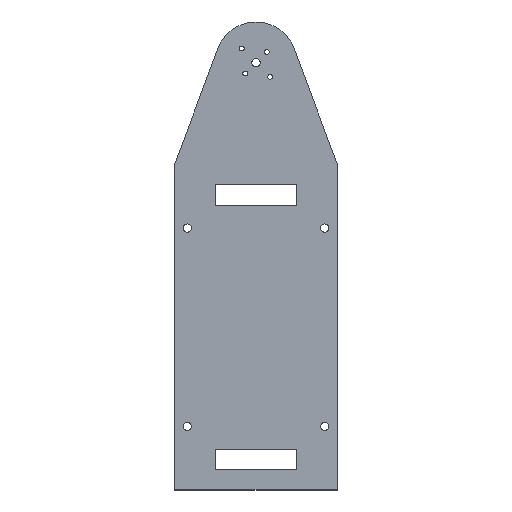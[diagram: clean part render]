
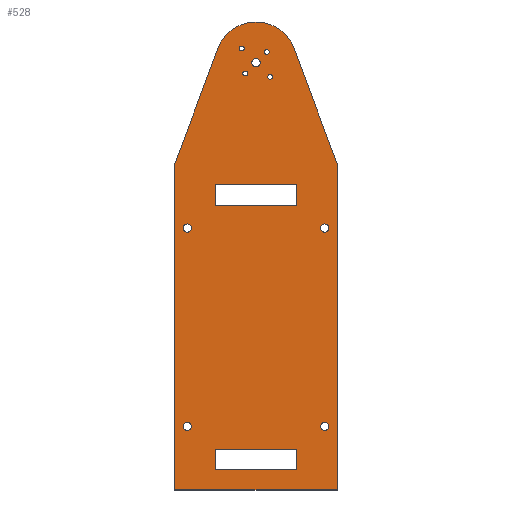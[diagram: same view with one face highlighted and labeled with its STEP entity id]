
A CAD part, top view. The second image highlights one B-rep face of the part: STEP entity #528.
In plain terms, the highlighted planar face has unit normal (0, 0, 1).
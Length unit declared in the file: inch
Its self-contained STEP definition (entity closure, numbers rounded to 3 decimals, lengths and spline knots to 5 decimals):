
#15=FACE_BOUND('',#101,.T.);
#16=FACE_BOUND('',#102,.T.);
#17=FACE_BOUND('',#103,.T.);
#18=FACE_BOUND('',#104,.T.);
#19=FACE_BOUND('',#105,.T.);
#20=FACE_BOUND('',#106,.T.);
#21=FACE_BOUND('',#107,.T.);
#22=FACE_BOUND('',#108,.T.);
#23=FACE_BOUND('',#109,.T.);
#24=FACE_BOUND('',#110,.T.);
#25=FACE_BOUND('',#111,.T.);
#50=PLANE('',#587);
#75=FACE_OUTER_BOUND('',#100,.T.);
#100=EDGE_LOOP('',(#449,#450,#451,#452,#453,#454));
#101=EDGE_LOOP('',(#455));
#102=EDGE_LOOP('',(#456));
#103=EDGE_LOOP('',(#457));
#104=EDGE_LOOP('',(#458));
#105=EDGE_LOOP('',(#459));
#106=EDGE_LOOP('',(#460));
#107=EDGE_LOOP('',(#461));
#108=EDGE_LOOP('',(#462));
#109=EDGE_LOOP('',(#463));
#110=EDGE_LOOP('',(#464,#465,#466,#467));
#111=EDGE_LOOP('',(#468,#469,#470,#471));
#131=LINE('',#772,#180);
#134=LINE('',#778,#183);
#143=LINE('',#813,#192);
#146=LINE('',#819,#195);
#149=LINE('',#825,#198);
#152=LINE('',#829,#201);
#155=LINE('',#837,#204);
#158=LINE('',#843,#207);
#161=LINE('',#849,#210);
#164=LINE('',#853,#213);
#166=LINE('',#858,#215);
#169=LINE('',#864,#218);
#172=LINE('',#868,#221);
#180=VECTOR('',#636,0.3937);
#183=VECTOR('',#641,0.3937);
#192=VECTOR('',#676,0.3937);
#195=VECTOR('',#681,0.3937);
#198=VECTOR('',#686,0.3937);
#201=VECTOR('',#691,0.3937);
#204=VECTOR('',#696,0.3937);
#207=VECTOR('',#701,0.3937);
#210=VECTOR('',#706,0.3937);
#213=VECTOR('',#711,0.3937);
#215=VECTOR('',#715,0.3937);
#218=VECTOR('',#720,0.3937);
#221=VECTOR('',#725,0.3937);
#223=CIRCLE('',#546,0.05906);
#225=CIRCLE('',#549,0.05906);
#227=CIRCLE('',#552,0.1);
#229=CIRCLE('',#555,0.05906);
#231=CIRCLE('',#558,0.05906);
#232=CIRCLE('',#560,1.);
#234=CIRCLE('',#565,0.1);
#236=CIRCLE('',#568,0.1);
#238=CIRCLE('',#571,0.1);
#240=CIRCLE('',#574,0.1);
#243=VERTEX_POINT('',#734);
#245=VERTEX_POINT('',#740);
#247=VERTEX_POINT('',#746);
#249=VERTEX_POINT('',#752);
#251=VERTEX_POINT('',#758);
#252=VERTEX_POINT('',#762);
#253=VERTEX_POINT('',#763);
#256=VERTEX_POINT('',#771);
#258=VERTEX_POINT('',#777);
#260=VERTEX_POINT('',#783);
#262=VERTEX_POINT('',#789);
#264=VERTEX_POINT('',#795);
#266=VERTEX_POINT('',#801);
#270=VERTEX_POINT('',#810);
#271=VERTEX_POINT('',#812);
#273=VERTEX_POINT('',#818);
#275=VERTEX_POINT('',#824);
#278=VERTEX_POINT('',#834);
#279=VERTEX_POINT('',#836);
#281=VERTEX_POINT('',#842);
#283=VERTEX_POINT('',#848);
#285=VERTEX_POINT('',#857);
#287=VERTEX_POINT('',#863);
#290=EDGE_CURVE('',#243,#243,#223,.T.);
#293=EDGE_CURVE('',#245,#245,#225,.T.);
#296=EDGE_CURVE('',#247,#247,#227,.T.);
#299=EDGE_CURVE('',#249,#249,#229,.T.);
#302=EDGE_CURVE('',#251,#251,#231,.T.);
#303=EDGE_CURVE('',#252,#253,#232,.T.);
#307=EDGE_CURVE('',#256,#253,#131,.T.);
#310=EDGE_CURVE('',#258,#252,#134,.T.);
#313=EDGE_CURVE('',#260,#260,#234,.T.);
#316=EDGE_CURVE('',#262,#262,#236,.T.);
#319=EDGE_CURVE('',#264,#264,#238,.T.);
#322=EDGE_CURVE('',#266,#266,#240,.T.);
#327=EDGE_CURVE('',#271,#270,#143,.T.);
#330=EDGE_CURVE('',#273,#271,#146,.T.);
#333=EDGE_CURVE('',#275,#273,#149,.T.);
#336=EDGE_CURVE('',#270,#275,#152,.T.);
#339=EDGE_CURVE('',#279,#278,#155,.T.);
#342=EDGE_CURVE('',#281,#279,#158,.T.);
#345=EDGE_CURVE('',#283,#281,#161,.T.);
#348=EDGE_CURVE('',#278,#283,#164,.T.);
#350=EDGE_CURVE('',#285,#258,#166,.T.);
#353=EDGE_CURVE('',#287,#285,#169,.T.);
#356=EDGE_CURVE('',#256,#287,#172,.T.);
#449=ORIENTED_EDGE('',*,*,#356,.T.);
#450=ORIENTED_EDGE('',*,*,#353,.T.);
#451=ORIENTED_EDGE('',*,*,#350,.T.);
#452=ORIENTED_EDGE('',*,*,#310,.T.);
#453=ORIENTED_EDGE('',*,*,#303,.T.);
#454=ORIENTED_EDGE('',*,*,#307,.F.);
#455=ORIENTED_EDGE('',*,*,#290,.T.);
#456=ORIENTED_EDGE('',*,*,#293,.T.);
#457=ORIENTED_EDGE('',*,*,#296,.T.);
#458=ORIENTED_EDGE('',*,*,#299,.T.);
#459=ORIENTED_EDGE('',*,*,#302,.T.);
#460=ORIENTED_EDGE('',*,*,#313,.T.);
#461=ORIENTED_EDGE('',*,*,#316,.T.);
#462=ORIENTED_EDGE('',*,*,#319,.T.);
#463=ORIENTED_EDGE('',*,*,#322,.T.);
#464=ORIENTED_EDGE('',*,*,#327,.T.);
#465=ORIENTED_EDGE('',*,*,#336,.T.);
#466=ORIENTED_EDGE('',*,*,#333,.T.);
#467=ORIENTED_EDGE('',*,*,#330,.T.);
#468=ORIENTED_EDGE('',*,*,#339,.T.);
#469=ORIENTED_EDGE('',*,*,#348,.T.);
#470=ORIENTED_EDGE('',*,*,#345,.T.);
#471=ORIENTED_EDGE('',*,*,#342,.T.);
#528=ADVANCED_FACE('',(#75,#15,#16,#17,#18,#19,#20,#21,#22,#23,#24,#25),
#50,.T.);
#546=AXIS2_PLACEMENT_3D('',#736,#596,#597);
#549=AXIS2_PLACEMENT_3D('',#742,#603,#604);
#552=AXIS2_PLACEMENT_3D('',#748,#610,#611);
#555=AXIS2_PLACEMENT_3D('',#754,#617,#618);
#558=AXIS2_PLACEMENT_3D('',#760,#624,#625);
#560=AXIS2_PLACEMENT_3D('',#764,#628,#629);
#565=AXIS2_PLACEMENT_3D('',#784,#646,#647);
#568=AXIS2_PLACEMENT_3D('',#790,#653,#654);
#571=AXIS2_PLACEMENT_3D('',#796,#660,#661);
#574=AXIS2_PLACEMENT_3D('',#802,#667,#668);
#587=AXIS2_PLACEMENT_3D('',#869,#726,#727);
#596=DIRECTION('center_axis',(0.,0.,-1.));
#597=DIRECTION('ref_axis',(-1.,0.,0.));
#603=DIRECTION('center_axis',(0.,0.,-1.));
#604=DIRECTION('ref_axis',(-1.,0.,0.));
#610=DIRECTION('center_axis',(0.,0.,-1.));
#611=DIRECTION('ref_axis',(-1.,0.,0.));
#617=DIRECTION('center_axis',(0.,0.,-1.));
#618=DIRECTION('ref_axis',(-1.,0.,0.));
#624=DIRECTION('center_axis',(0.,0.,-1.));
#625=DIRECTION('ref_axis',(-1.,0.,0.));
#628=DIRECTION('center_axis',(0.,0.,1.));
#629=DIRECTION('ref_axis',(-1.,0.,0.));
#636=DIRECTION('',(0.35,0.937,0.));
#641=DIRECTION('',(-0.35,0.937,0.));
#646=DIRECTION('center_axis',(0.,0.,-1.));
#647=DIRECTION('ref_axis',(-1.,0.,0.));
#653=DIRECTION('center_axis',(0.,0.,-1.));
#654=DIRECTION('ref_axis',(-1.,0.,0.));
#660=DIRECTION('center_axis',(0.,0.,-1.));
#661=DIRECTION('ref_axis',(-1.,0.,0.));
#667=DIRECTION('center_axis',(0.,0.,-1.));
#668=DIRECTION('ref_axis',(-1.,0.,0.));
#676=DIRECTION('',(0.,1.,0.));
#681=DIRECTION('',(-1.,0.,0.));
#686=DIRECTION('',(0.,-1.,0.));
#691=DIRECTION('',(1.,0.,0.));
#696=DIRECTION('',(1.,0.,0.));
#701=DIRECTION('',(0.,1.,0.));
#706=DIRECTION('',(-1.,0.,0.));
#711=DIRECTION('',(0.,-1.,0.));
#715=DIRECTION('',(0.,1.,0.));
#720=DIRECTION('',(1.,0.,0.));
#725=DIRECTION('',(0.,-1.,0.));
#726=DIRECTION('center_axis',(0.,0.,1.));
#727=DIRECTION('ref_axis',(1.,0.,0.));
#734=CARTESIAN_POINT('',(2.40704,10.15201,0.25));
#736=CARTESIAN_POINT('Origin',(2.34799,10.15201,0.25));
#740=CARTESIAN_POINT('',(1.71107,10.84799,0.25));
#742=CARTESIAN_POINT('Origin',(1.65201,10.84799,0.25));
#746=CARTESIAN_POINT('',(2.1,10.5,0.25));
#748=CARTESIAN_POINT('Origin',(2.,10.5,0.25));
#752=CARTESIAN_POINT('',(2.32352,10.76447,0.25));
#754=CARTESIAN_POINT('Origin',(2.26447,10.76447,0.25));
#758=CARTESIAN_POINT('',(1.79459,10.23553,0.25));
#760=CARTESIAN_POINT('Origin',(1.73553,10.23553,0.25));
#762=CARTESIAN_POINT('',(2.93692,10.84954,0.25));
#763=CARTESIAN_POINT('',(1.06308,10.84954,0.25));
#764=CARTESIAN_POINT('Origin',(2.,10.5,0.25));
#771=CARTESIAN_POINT('',(0.,8.,0.25));
#772=CARTESIAN_POINT('',(0.,8.,0.25));
#777=CARTESIAN_POINT('',(4.,8.,0.25));
#778=CARTESIAN_POINT('',(4.,8.,0.25));
#783=CARTESIAN_POINT('',(3.7875,1.5625,0.25));
#784=CARTESIAN_POINT('Origin',(3.6875,1.5625,0.25));
#789=CARTESIAN_POINT('',(3.7875,6.4375,0.25));
#790=CARTESIAN_POINT('Origin',(3.6875,6.4375,0.25));
#795=CARTESIAN_POINT('',(0.4125,1.5625,0.25));
#796=CARTESIAN_POINT('Origin',(0.3125,1.5625,0.25));
#801=CARTESIAN_POINT('',(0.4125,6.4375,0.25));
#802=CARTESIAN_POINT('Origin',(0.3125,6.4375,0.25));
#810=CARTESIAN_POINT('',(1.,7.5,0.25));
#812=CARTESIAN_POINT('',(1.,7.,0.25));
#813=CARTESIAN_POINT('',(1.,5.5,0.25));
#818=CARTESIAN_POINT('',(3.,7.,0.25));
#819=CARTESIAN_POINT('',(2.5,7.,0.25));
#824=CARTESIAN_POINT('',(3.,7.5,0.25));
#825=CARTESIAN_POINT('',(3.,5.75,0.25));
#829=CARTESIAN_POINT('',(1.5,7.5,0.25));
#834=CARTESIAN_POINT('',(3.,1.,0.25));
#836=CARTESIAN_POINT('',(1.,1.,0.25));
#837=CARTESIAN_POINT('',(1.5,1.,0.25));
#842=CARTESIAN_POINT('',(1.,0.5,0.25));
#843=CARTESIAN_POINT('',(1.,2.25,0.25));
#848=CARTESIAN_POINT('',(3.,0.5,0.25));
#849=CARTESIAN_POINT('',(2.5,0.5,0.25));
#853=CARTESIAN_POINT('',(3.,2.5,0.25));
#857=CARTESIAN_POINT('',(4.,0.,0.25));
#858=CARTESIAN_POINT('',(4.,8.,0.25));
#863=CARTESIAN_POINT('',(0.,0.,0.25));
#864=CARTESIAN_POINT('',(0.,0.,0.25));
#868=CARTESIAN_POINT('',(0.,0.,0.25));
#869=CARTESIAN_POINT('Origin',(2.,4.,0.25));
